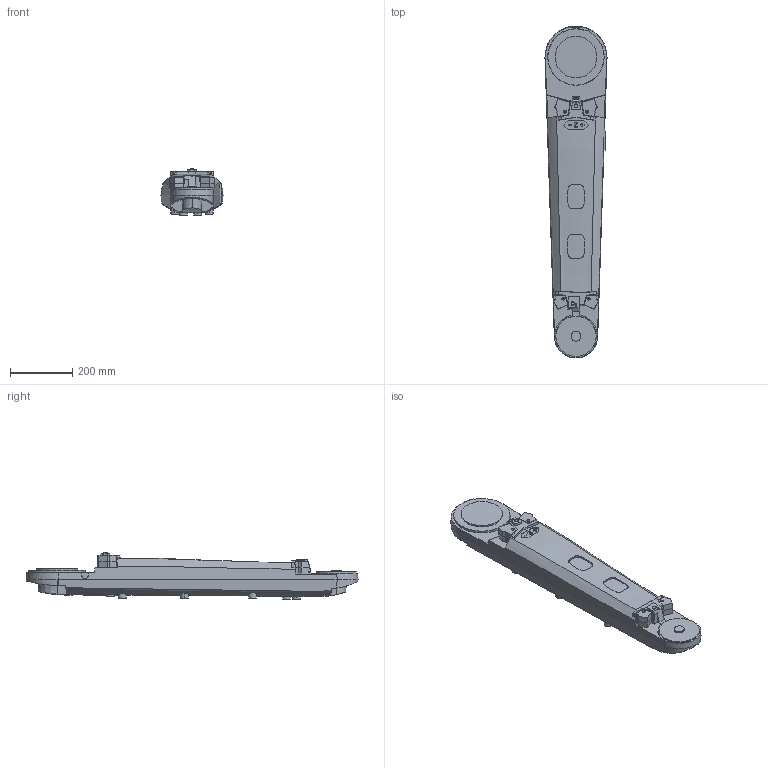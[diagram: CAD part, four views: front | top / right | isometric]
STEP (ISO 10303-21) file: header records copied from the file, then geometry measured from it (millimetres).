
FILE_DESCRIPTION (( 'STEP AP203' ), '1' );
FILE_NAME ('WMIRB2600ID_8kg-200_LINK2_CAD_rev02_Default_sldprt.STEP', '2023-05-22T09:02:31', ( '' ), ( '' ), 'SwSTEP 2.0', 'SolidWorks 2022', '' );
FILE_SCHEMA (( 'CONFIG_CONTROL_DESIGN' ));
Length unit declared in the file: millimetre
Products named in the file (1): WMIRB2600ID_8kg-200_LINK2_CAD_rev02_Default_sldprt
Bounding box: 200 x 1070 x 150 mm (x, y, z)
Volume: 15710514.6 mm3; surface area: 610089.7 mm2
Topology: 1 solids, 3 shells, 464 faces, 1260 edges, 839 vertices
Faces by surface type: plane 220, cone 122, cylinder 61, bspline 61
Entity records: 26264 total; most frequent: CARTESIAN_POINT 15262, ORIENTED_EDGE 2512, DIRECTION 1871, EDGE_CURVE 1256, VERTEX_POINT 839, LINE 647, VECTOR 647, AXIS2_PLACEMENT_3D 612
